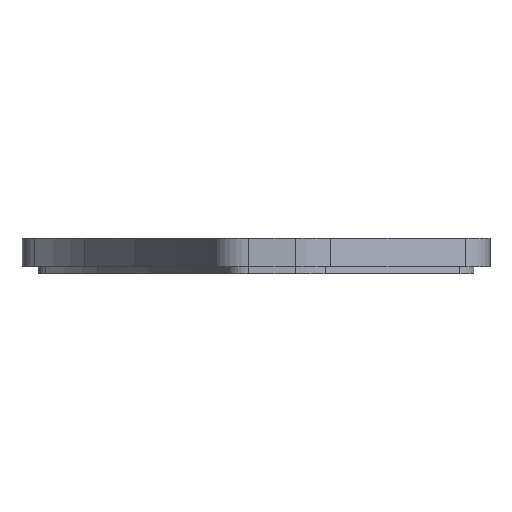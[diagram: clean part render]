
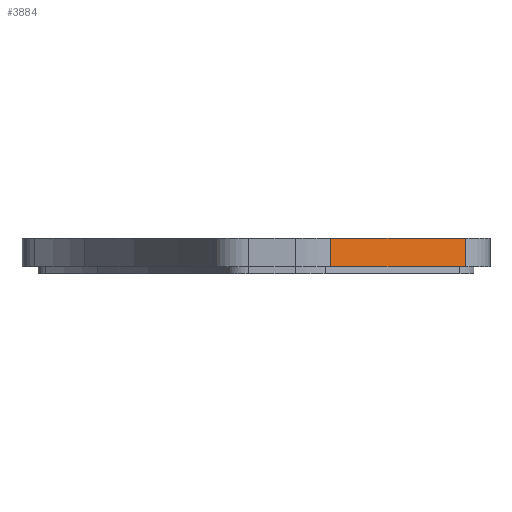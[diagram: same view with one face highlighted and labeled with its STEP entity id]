
A CAD part, left-side view. The second image highlights one B-rep face of the part: STEP entity #3884.
In plain terms, the highlighted planar face has unit normal (-0.94, -0.342, 0).
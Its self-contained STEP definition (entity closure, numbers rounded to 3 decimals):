
#444=FACE_OUTER_BOUND('',#642,.T.);
#642=EDGE_LOOP('',(#2910,#2911,#2912,#2913));
#957=LINE('',#6170,#1334);
#958=LINE('',#6172,#1335);
#959=LINE('',#6174,#1336);
#960=LINE('',#6175,#1337);
#1334=VECTOR('',#4955,10.);
#1335=VECTOR('',#4956,10.);
#1336=VECTOR('',#4957,10.);
#1337=VECTOR('',#4958,10.);
#1715=VERTEX_POINT('',#6168);
#1716=VERTEX_POINT('',#6169);
#1717=VERTEX_POINT('',#6171);
#1718=VERTEX_POINT('',#6173);
#2195=EDGE_CURVE('',#1715,#1716,#957,.T.);
#2196=EDGE_CURVE('',#1715,#1717,#958,.T.);
#2197=EDGE_CURVE('',#1718,#1717,#959,.T.);
#2198=EDGE_CURVE('',#1716,#1718,#960,.T.);
#2910=ORIENTED_EDGE('',*,*,#2195,.F.);
#2911=ORIENTED_EDGE('',*,*,#2196,.T.);
#2912=ORIENTED_EDGE('',*,*,#2197,.F.);
#2913=ORIENTED_EDGE('',*,*,#2198,.F.);
#3748=PLANE('',#4183);
#3884=ADVANCED_FACE('',(#444),#3748,.T.);
#4183=AXIS2_PLACEMENT_3D('',#6167,#4953,#4954);
#4953=DIRECTION('center_axis',(-0.94,-0.342,0.));
#4954=DIRECTION('ref_axis',(0.342,-0.94,0.));
#4955=DIRECTION('',(-0.342,0.94,0.));
#4956=DIRECTION('',(0.,0.,1.));
#4957=DIRECTION('',(0.342,-0.94,0.));
#4958=DIRECTION('',(0.,0.,1.));
#6167=CARTESIAN_POINT('Origin',(-110.885,-32.455,0.));
#6168=CARTESIAN_POINT('',(-99.671,-63.265,0.));
#6169=CARTESIAN_POINT('',(-110.885,-32.455,0.));
#6170=CARTESIAN_POINT('',(-99.671,-63.265,0.));
#6171=CARTESIAN_POINT('',(-99.671,-63.265,6.5));
#6172=CARTESIAN_POINT('',(-99.671,-63.265,0.));
#6173=CARTESIAN_POINT('',(-110.885,-32.455,6.5));
#6174=CARTESIAN_POINT('',(-99.671,-63.265,6.5));
#6175=CARTESIAN_POINT('',(-110.885,-32.455,0.));
